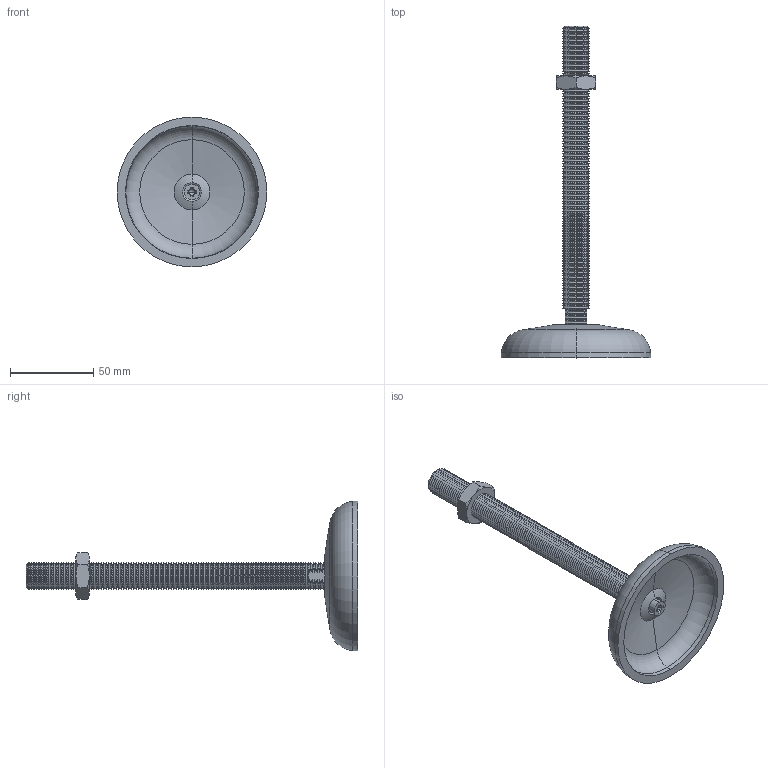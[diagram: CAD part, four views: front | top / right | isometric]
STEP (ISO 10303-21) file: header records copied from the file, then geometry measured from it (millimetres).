
FILE_DESCRIPTION (( 'STEP AP214' ), '1' );
FILE_NAME ('9ab090m16200m.STEP', '2013-06-11T14:49:29', ( 'User' ), ( '' ), 'SwSTEP 2.0', 'SolidWorks 2012', '' );
FILE_SCHEMA (( 'AUTOMOTIVE_DESIGN' ));
Length unit declared in the file: millimetre
Products named in the file (4): ISO4035-M16_6kt-mutter_Hexagon Thin Nut ISO 4035 - M16 - N; 098 am 16 080 m_098 am 16 195 m gespreitzt; 098 a 90 m_098 a 90 m; 9ab090m16200m
Assembly tree (3 placements, depth 2):
  9ab090m16200m
    098 a 90 m_098 a 90 m
    098 am 16 080 m_098 am 16 195 m gespreitzt
    ISO4035-M16_6kt-mutter_Hexagon Thin Nut ISO 4035 - M16 - N
Bounding box: 90 x 199.5 x 90 mm (x, y, z)
Volume: 74099.3 mm3; surface area: 36015.1 mm2
Topology: 3 solids, 3 shells, 816 faces, 2162 edges, 1350 vertices
Faces by surface type: cone 531, cylinder 244, plane 27, torus 12, sphere 2
Entity records: 26061 total; most frequent: DIRECTION 4999, CARTESIAN_POINT 4746, ORIENTED_EDGE 4320, EDGE_CURVE 2160, AXIS2_PLACEMENT_3D 2107, VERTEX_POINT 1350, CIRCLE 1285, EDGE_LOOP 820
